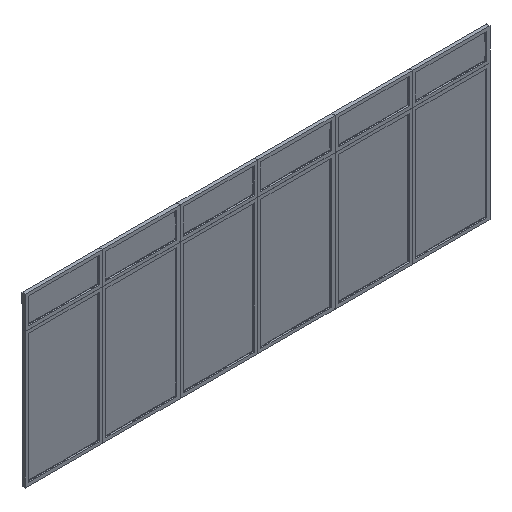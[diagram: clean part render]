
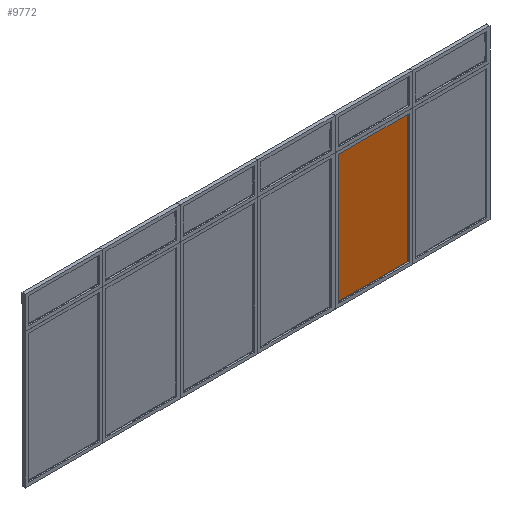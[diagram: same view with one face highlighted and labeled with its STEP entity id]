
A CAD part, isometric view. The second image highlights one B-rep face of the part: STEP entity #9772.
In plain terms, the highlighted planar face has unit normal (0, -1, 0).
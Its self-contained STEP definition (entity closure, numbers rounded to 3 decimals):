
#9463 = VERTEX_POINT('',#9464);
#9464 = CARTESIAN_POINT('',(4850.667,20.,
    2050.));
#9473 = PLANE('',#9474);
#9474 = AXIS2_PLACEMENT_3D('',#9475,#9476,#9477);
#9475 = CARTESIAN_POINT('',(4850.667,20.,2050.));
#9476 = DIRECTION('',(0.,0.,-1.));
#9477 = DIRECTION('',(1.,0.,0.));
#9485 = PLANE('',#9486);
#9486 = AXIS2_PLACEMENT_3D('',#9487,#9488,#9489);
#9487 = CARTESIAN_POINT('',(4850.667,20.,50.));
#9488 = DIRECTION('',(1.,0.,0.));
#9489 = DIRECTION('',(0.,0.,1.));
#9526 = VERTEX_POINT('',#9527);
#9527 = CARTESIAN_POINT('',(5949.833,20.,
    2050.));
#9541 = PLANE('',#9542);
#9542 = AXIS2_PLACEMENT_3D('',#9543,#9544,#9545);
#9543 = CARTESIAN_POINT('',(5949.833,20.,2050.));
#9544 = DIRECTION('',(-1.,0.,0.));
#9545 = DIRECTION('',(0.,0.,-1.));
#9553 = EDGE_CURVE('',#9463,#9526,#9554,.T.);
#9554 = SURFACE_CURVE('',#9555,(#9559,#9566),.PCURVE_S1.);
#9555 = LINE('',#9556,#9557);
#9556 = CARTESIAN_POINT('',(4850.667,20.,2050.));
#9557 = VECTOR('',#9558,1.);
#9558 = DIRECTION('',(1.,0.,0.));
#9559 = PCURVE('',#9473,#9560);
#9560 = DEFINITIONAL_REPRESENTATION('',(#9561),#9565);
#9561 = LINE('',#9562,#9563);
#9562 = CARTESIAN_POINT('',(0.,0.));
#9563 = VECTOR('',#9564,1.);
#9564 = DIRECTION('',(1.,0.));
#9565 = ( GEOMETRIC_REPRESENTATION_CONTEXT(2) 
PARAMETRIC_REPRESENTATION_CONTEXT() REPRESENTATION_CONTEXT('2D SPACE',''
  ) );
#9566 = PCURVE('',#9567,#9572);
#9567 = PLANE('',#9568);
#9568 = AXIS2_PLACEMENT_3D('',#9569,#9570,#9571);
#9569 = CARTESIAN_POINT('',(4850.667,20.,2050.));
#9570 = DIRECTION('',(0.,-1.,0.));
#9571 = DIRECTION('',(0.,0.,-1.));
#9572 = DEFINITIONAL_REPRESENTATION('',(#9573),#9577);
#9573 = LINE('',#9574,#9575);
#9574 = CARTESIAN_POINT('',(0.,0.));
#9575 = VECTOR('',#9576,1.);
#9576 = DIRECTION('',(0.,1.));
#9577 = ( GEOMETRIC_REPRESENTATION_CONTEXT(2) 
PARAMETRIC_REPRESENTATION_CONTEXT() REPRESENTATION_CONTEXT('2D SPACE',''
  ) );
#9607 = VERTEX_POINT('',#9608);
#9608 = CARTESIAN_POINT('',(5949.833,20.,50.));
#9622 = PLANE('',#9623);
#9623 = AXIS2_PLACEMENT_3D('',#9624,#9625,#9626);
#9624 = CARTESIAN_POINT('',(5949.833,20.,50.));
#9625 = DIRECTION('',(0.,0.,1.));
#9626 = DIRECTION('',(-1.,0.,0.));
#9634 = EDGE_CURVE('',#9526,#9607,#9635,.T.);
#9635 = SURFACE_CURVE('',#9636,(#9640,#9647),.PCURVE_S1.);
#9636 = LINE('',#9637,#9638);
#9637 = CARTESIAN_POINT('',(5949.833,20.,2050.));
#9638 = VECTOR('',#9639,1.);
#9639 = DIRECTION('',(0.,0.,-1.));
#9640 = PCURVE('',#9541,#9641);
#9641 = DEFINITIONAL_REPRESENTATION('',(#9642),#9646);
#9642 = LINE('',#9643,#9644);
#9643 = CARTESIAN_POINT('',(0.,0.));
#9644 = VECTOR('',#9645,1.);
#9645 = DIRECTION('',(1.,0.));
#9646 = ( GEOMETRIC_REPRESENTATION_CONTEXT(2) 
PARAMETRIC_REPRESENTATION_CONTEXT() REPRESENTATION_CONTEXT('2D SPACE',''
  ) );
#9647 = PCURVE('',#9567,#9648);
#9648 = DEFINITIONAL_REPRESENTATION('',(#9649),#9653);
#9649 = LINE('',#9650,#9651);
#9650 = CARTESIAN_POINT('',(0.,1099.167));
#9651 = VECTOR('',#9652,1.);
#9652 = DIRECTION('',(1.,0.));
#9653 = ( GEOMETRIC_REPRESENTATION_CONTEXT(2) 
PARAMETRIC_REPRESENTATION_CONTEXT() REPRESENTATION_CONTEXT('2D SPACE',''
  ) );
#9683 = VERTEX_POINT('',#9684);
#9684 = CARTESIAN_POINT('',(4850.667,20.,50.));
#9705 = EDGE_CURVE('',#9607,#9683,#9706,.T.);
#9706 = SURFACE_CURVE('',#9707,(#9711,#9718),.PCURVE_S1.);
#9707 = LINE('',#9708,#9709);
#9708 = CARTESIAN_POINT('',(5949.833,20.,50.));
#9709 = VECTOR('',#9710,1.);
#9710 = DIRECTION('',(-1.,0.,0.));
#9711 = PCURVE('',#9622,#9712);
#9712 = DEFINITIONAL_REPRESENTATION('',(#9713),#9717);
#9713 = LINE('',#9714,#9715);
#9714 = CARTESIAN_POINT('',(0.,0.));
#9715 = VECTOR('',#9716,1.);
#9716 = DIRECTION('',(1.,0.));
#9717 = ( GEOMETRIC_REPRESENTATION_CONTEXT(2) 
PARAMETRIC_REPRESENTATION_CONTEXT() REPRESENTATION_CONTEXT('2D SPACE',''
  ) );
#9718 = PCURVE('',#9567,#9719);
#9719 = DEFINITIONAL_REPRESENTATION('',(#9720),#9724);
#9720 = LINE('',#9721,#9722);
#9721 = CARTESIAN_POINT('',(2000.,1099.167));
#9722 = VECTOR('',#9723,1.);
#9723 = DIRECTION('',(0.,-1.));
#9724 = ( GEOMETRIC_REPRESENTATION_CONTEXT(2) 
PARAMETRIC_REPRESENTATION_CONTEXT() REPRESENTATION_CONTEXT('2D SPACE',''
  ) );
#9752 = EDGE_CURVE('',#9683,#9463,#9753,.T.);
#9753 = SURFACE_CURVE('',#9754,(#9758,#9765),.PCURVE_S1.);
#9754 = LINE('',#9755,#9756);
#9755 = CARTESIAN_POINT('',(4850.667,20.,50.));
#9756 = VECTOR('',#9757,1.);
#9757 = DIRECTION('',(0.,0.,1.));
#9758 = PCURVE('',#9485,#9759);
#9759 = DEFINITIONAL_REPRESENTATION('',(#9760),#9764);
#9760 = LINE('',#9761,#9762);
#9761 = CARTESIAN_POINT('',(0.,0.));
#9762 = VECTOR('',#9763,1.);
#9763 = DIRECTION('',(1.,0.));
#9764 = ( GEOMETRIC_REPRESENTATION_CONTEXT(2) 
PARAMETRIC_REPRESENTATION_CONTEXT() REPRESENTATION_CONTEXT('2D SPACE',''
  ) );
#9765 = PCURVE('',#9567,#9766);
#9766 = DEFINITIONAL_REPRESENTATION('',(#9767),#9771);
#9767 = LINE('',#9768,#9769);
#9768 = CARTESIAN_POINT('',(2000.,0.));
#9769 = VECTOR('',#9770,1.);
#9770 = DIRECTION('',(-1.,0.));
#9771 = ( GEOMETRIC_REPRESENTATION_CONTEXT(2) 
PARAMETRIC_REPRESENTATION_CONTEXT() REPRESENTATION_CONTEXT('2D SPACE',''
  ) );
#9772 = ADVANCED_FACE('',(#9773),#9567,.T.);
#9773 = FACE_BOUND('',#9774,.F.);
#9774 = EDGE_LOOP('',(#9775,#9776,#9777,#9778));
#9775 = ORIENTED_EDGE('',*,*,#9553,.T.);
#9776 = ORIENTED_EDGE('',*,*,#9634,.T.);
#9777 = ORIENTED_EDGE('',*,*,#9705,.T.);
#9778 = ORIENTED_EDGE('',*,*,#9752,.T.);
